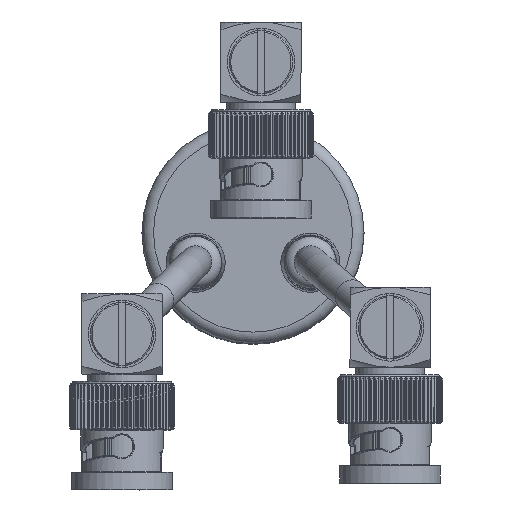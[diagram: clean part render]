
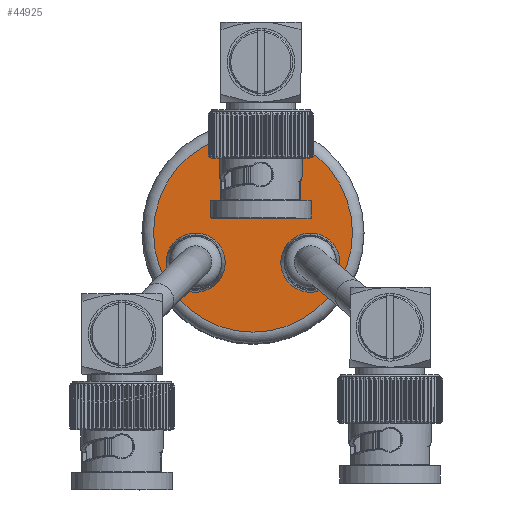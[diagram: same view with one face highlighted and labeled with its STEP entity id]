
A CAD part, top view. The second image highlights one B-rep face of the part: STEP entity #44925.
In plain terms, the highlighted planar face has unit normal (0, 0, 1).
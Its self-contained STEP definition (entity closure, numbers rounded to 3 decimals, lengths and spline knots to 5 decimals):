
#4170=FACE_BOUND('',#7248,.T.);
#4171=FACE_BOUND('',#7249,.T.);
#4172=FACE_BOUND('',#7250,.T.);
#4651=FACE_OUTER_BOUND('',#7247,.T.);
#7247=EDGE_LOOP('',(#28222));
#7248=EDGE_LOOP('',(#28223));
#7249=EDGE_LOOP('',(#28224));
#7250=EDGE_LOOP('',(#28225));
#13402=CIRCLE('',#47649,0.16);
#13489=CIRCLE('',#47845,0.16);
#13502=CIRCLE('',#47868,0.16);
#13553=CIRCLE('',#47959,0.5375);
#16178=VERTEX_POINT('',#63610);
#16343=VERTEX_POINT('',#64164);
#16350=VERTEX_POINT('',#64204);
#16428=VERTEX_POINT('',#64435);
#20425=EDGE_CURVE('',#16178,#16178,#13402,.T.);
#20665=EDGE_CURVE('',#16343,#16343,#13489,.T.);
#20688=EDGE_CURVE('',#16350,#16350,#13502,.T.);
#20800=EDGE_CURVE('',#16428,#16428,#13553,.T.);
#28222=ORIENTED_EDGE('',*,*,#20800,.T.);
#28223=ORIENTED_EDGE('',*,*,#20425,.T.);
#28224=ORIENTED_EDGE('',*,*,#20665,.T.);
#28225=ORIENTED_EDGE('',*,*,#20688,.T.);
#41688=PLANE('',#47961);
#44925=ADVANCED_FACE('',(#4651,#4170,#4171,#4172),#41688,.T.);
#47649=AXIS2_PLACEMENT_3D('',#63612,#52418,#52419);
#47845=AXIS2_PLACEMENT_3D('',#64166,#52943,#52944);
#47868=AXIS2_PLACEMENT_3D('',#64206,#52999,#53000);
#47959=AXIS2_PLACEMENT_3D('',#64436,#53242,#53243);
#47961=AXIS2_PLACEMENT_3D('',#64438,#53246,#53247);
#52418=DIRECTION('center_axis',(0.,0.,-1.));
#52419=DIRECTION('ref_axis',(1.,0.,0.));
#52943=DIRECTION('center_axis',(0.,0.,-1.));
#52944=DIRECTION('ref_axis',(1.,0.,0.));
#52999=DIRECTION('center_axis',(0.,0.,-1.));
#53000=DIRECTION('ref_axis',(1.,0.,0.));
#53242=DIRECTION('center_axis',(0.,0.,1.));
#53243=DIRECTION('ref_axis',(1.,0.,0.));
#53246=DIRECTION('center_axis',(0.,0.,1.));
#53247=DIRECTION('ref_axis',(1.,0.,0.));
#63610=CARTESIAN_POINT('',(-0.117,0.347,3.728));
#63612=CARTESIAN_POINT('Origin',(0.043,0.347,3.728));
#64164=CARTESIAN_POINT('',(-0.47,-0.162,3.728));
#64166=CARTESIAN_POINT('Origin',(-0.31,-0.162,3.728));
#64204=CARTESIAN_POINT('',(0.15,-0.162,3.728));
#64206=CARTESIAN_POINT('Origin',(0.31,-0.162,3.728));
#64435=CARTESIAN_POINT('',(-0.5375,0.,3.728));
#64436=CARTESIAN_POINT('Origin',(0.,0.,3.728));
#64438=CARTESIAN_POINT('Origin',(0.,0.,3.728));
